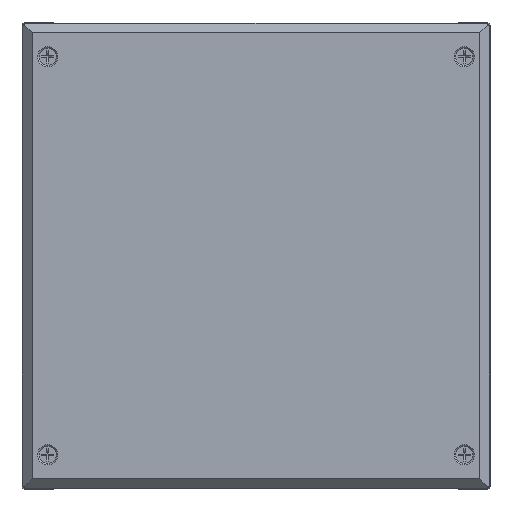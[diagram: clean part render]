
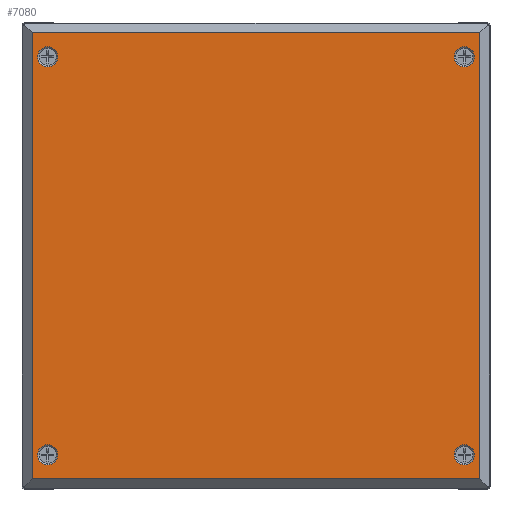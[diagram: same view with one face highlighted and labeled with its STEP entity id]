
A CAD part, top view. The second image highlights one B-rep face of the part: STEP entity #7080.
In plain terms, the highlighted face is planar.
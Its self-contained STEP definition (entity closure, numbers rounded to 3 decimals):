
#226=CIRCLE('',#7500,3.25);
#229=CIRCLE('',#7505,3.25);
#232=CIRCLE('',#7510,3.25);
#235=CIRCLE('',#7515,3.25);
#363=FACE_BOUND('',#1222,.T.);
#364=FACE_BOUND('',#1223,.T.);
#365=FACE_BOUND('',#1224,.T.);
#366=FACE_BOUND('',#1225,.T.);
#739=FACE_OUTER_BOUND('',#1221,.T.);
#1221=EDGE_LOOP('',(#5927,#5928,#5929,#5930));
#1222=EDGE_LOOP('',(#5931));
#1223=EDGE_LOOP('',(#5932));
#1224=EDGE_LOOP('',(#5933));
#1225=EDGE_LOOP('',(#5934));
#2058=LINE('',#11333,#2842);
#2059=LINE('',#11335,#2843);
#2060=LINE('',#11337,#2844);
#2061=LINE('',#11338,#2845);
#2842=VECTOR('',#9229,143.431);
#2843=VECTOR('',#9230,143.931);
#2844=VECTOR('',#9231,143.431);
#2845=VECTOR('',#9232,143.931);
#3306=VERTEX_POINT('',#10771);
#3309=VERTEX_POINT('',#10779);
#3312=VERTEX_POINT('',#10787);
#3315=VERTEX_POINT('',#10795);
#3509=VERTEX_POINT('',#11331);
#3510=VERTEX_POINT('',#11332);
#3511=VERTEX_POINT('',#11334);
#3512=VERTEX_POINT('',#11336);
#4106=EDGE_CURVE('',#3306,#3306,#226,.T.);
#4109=EDGE_CURVE('',#3309,#3309,#229,.T.);
#4112=EDGE_CURVE('',#3312,#3312,#232,.T.);
#4115=EDGE_CURVE('',#3315,#3315,#235,.T.);
#4378=EDGE_CURVE('',#3509,#3510,#2058,.T.);
#4379=EDGE_CURVE('',#3511,#3509,#2059,.T.);
#4380=EDGE_CURVE('',#3512,#3511,#2060,.T.);
#4381=EDGE_CURVE('',#3510,#3512,#2061,.T.);
#5927=ORIENTED_EDGE('',*,*,#4378,.F.);
#5928=ORIENTED_EDGE('',*,*,#4379,.F.);
#5929=ORIENTED_EDGE('',*,*,#4380,.F.);
#5930=ORIENTED_EDGE('',*,*,#4381,.F.);
#5931=ORIENTED_EDGE('',*,*,#4106,.T.);
#5932=ORIENTED_EDGE('',*,*,#4109,.T.);
#5933=ORIENTED_EDGE('',*,*,#4112,.T.);
#5934=ORIENTED_EDGE('',*,*,#4115,.T.);
#6702=PLANE('',#7600);
#7080=ADVANCED_FACE('',(#739,#363,#364,#365,#366),#6702,.F.);
#7500=AXIS2_PLACEMENT_3D('',#10772,#8771,#8772);
#7505=AXIS2_PLACEMENT_3D('',#10780,#8781,#8782);
#7510=AXIS2_PLACEMENT_3D('',#10788,#8791,#8792);
#7515=AXIS2_PLACEMENT_3D('',#10796,#8801,#8802);
#7600=AXIS2_PLACEMENT_3D('',#11330,#9227,#9228);
#8771=DIRECTION('center_axis',(0.,0.,1.));
#8772=DIRECTION('ref_axis',(-1.,0.,0.));
#8781=DIRECTION('center_axis',(0.,0.,1.));
#8782=DIRECTION('ref_axis',(-1.,0.,0.));
#8791=DIRECTION('center_axis',(0.,0.,1.));
#8792=DIRECTION('ref_axis',(-1.,0.,0.));
#8801=DIRECTION('center_axis',(0.,0.,1.));
#8802=DIRECTION('ref_axis',(-1.,0.,0.));
#9227=DIRECTION('center_axis',(0.,0.,1.));
#9228=DIRECTION('ref_axis',(1.,0.,0.));
#9229=DIRECTION('',(0.,1.,0.));
#9230=DIRECTION('',(1.,0.,0.));
#9231=DIRECTION('',(0.,-1.,0.));
#9232=DIRECTION('',(-1.,0.,0.));
#10771=CARTESIAN_POINT('',(63.75,64.,-32.6));
#10772=CARTESIAN_POINT('Origin',(67.,64.,-32.6));
#10779=CARTESIAN_POINT('',(-70.25,-64.,-32.6));
#10780=CARTESIAN_POINT('Origin',(-67.,-64.,-32.6));
#10787=CARTESIAN_POINT('',(63.75,-64.,-32.6));
#10788=CARTESIAN_POINT('Origin',(67.,-64.,-32.6));
#10795=CARTESIAN_POINT('',(-70.25,64.,-32.6));
#10796=CARTESIAN_POINT('Origin',(-67.,64.,-32.6));
#11330=CARTESIAN_POINT('Origin',(0.,0.,-32.6));
#11331=CARTESIAN_POINT('',(71.966,-71.716,-32.6));
#11332=CARTESIAN_POINT('',(71.966,71.716,-32.6));
#11333=CARTESIAN_POINT('',(71.966,-37.5,-32.6));
#11334=CARTESIAN_POINT('',(-71.966,-71.716,-32.6));
#11335=CARTESIAN_POINT('',(-37.625,-71.716,-32.6));
#11336=CARTESIAN_POINT('',(-71.966,71.716,-32.6));
#11337=CARTESIAN_POINT('',(-71.966,37.5,-32.6));
#11338=CARTESIAN_POINT('',(37.625,71.716,-32.6));
